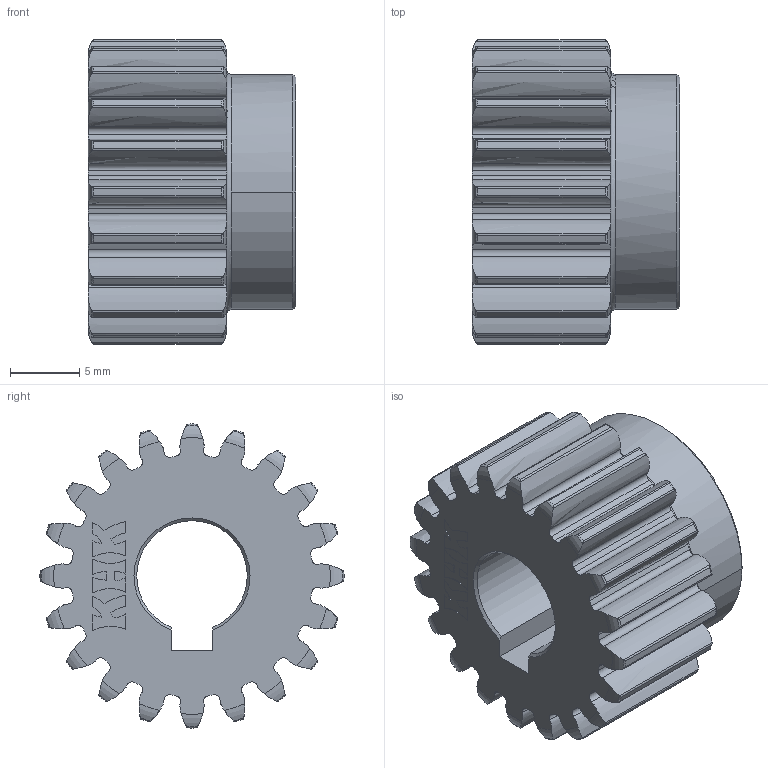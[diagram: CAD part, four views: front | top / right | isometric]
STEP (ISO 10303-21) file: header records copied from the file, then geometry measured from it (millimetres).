
FILE_DESCRIPTION((''),'2;1');
FILE_NAME('MSGA1-20','2022-03-18T',('SYSTEM'),(''),'PRO/ENGINEER BY PARAMETRIC TECHNOLOGY CORPORATION, 2016360','PRO/ENGINEER BY PARAMETRIC TECHNOLOGY CORPORATION, 2016360','');
FILE_SCHEMA(('AUTOMOTIVE_DESIGN { 1 0 10303 214 1 1 1 1 }'));
Length unit declared in the file: millimetre
Products named in the file (1): MSGA1-20
Bounding box: 15 x 22 x 22 mm (x, y, z)
Volume: 3381.3 mm3; surface area: 2422.1 mm2
Topology: 1 solids, 1 shells, 315 faces, 928 edges, 618 vertices
Faces by surface type: cylinder 147, torus 82, plane 42, extrusion 40, cone 4
Entity records: 16756 total; most frequent: CARTESIAN_POINT 5545, ORIENTED_EDGE 1856, DIRECTION 1478, PRESENTATION_STYLE_ASSIGNMENT 960, STYLED_ITEM 953, CURVE_STYLE 928, EDGE_CURVE 928, VERTEX_POINT 618
